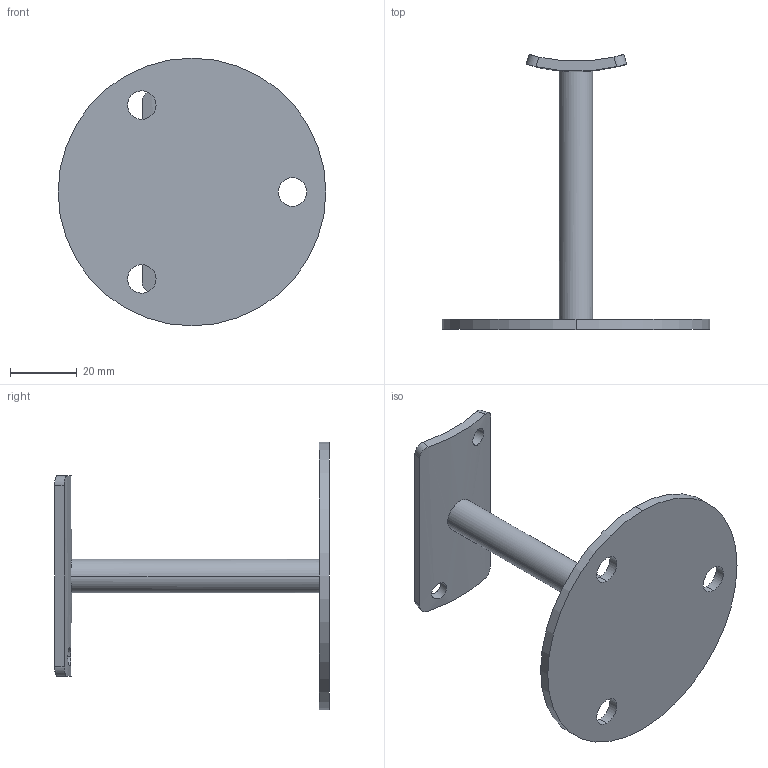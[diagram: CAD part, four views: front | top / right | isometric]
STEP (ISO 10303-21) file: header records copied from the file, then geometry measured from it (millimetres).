
FILE_DESCRIPTION (( 'STEP AP203' ), '1' );
FILE_NAME ('3D_GB3202_48.3_188682160.STEP', '2024-09-29T08:32:03', ( '' ), ( '' ), 'SwSTEP 2.0', 'SolidWorks 2024', '' );
FILE_SCHEMA (( 'CONFIG_CONTROL_DESIGN' ));
Length unit declared in the file: millimetre
Products named in the file (1): 3D_GB3202_48.3_188682160
Bounding box: 80 x 82.11 x 80 mm (x, y, z)
Volume: 25539.7 mm3; surface area: 16940.1 mm2
Topology: 1 solids, 1 shells, 26 faces, 66 edges, 44 vertices
Faces by surface type: cylinder 20, plane 6
Entity records: 1305 total; most frequent: CARTESIAN_POINT 589, ORIENTED_EDGE 132, DIRECTION 124, EDGE_CURVE 66, AXIS2_PLACEMENT_3D 49, VERTEX_POINT 44, EDGE_LOOP 38, ADVANCED_FACE 26
